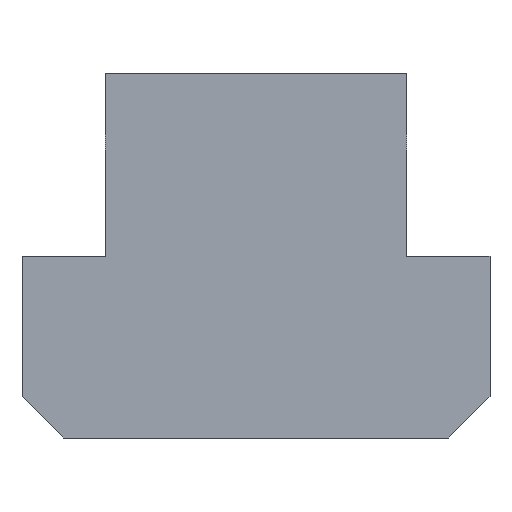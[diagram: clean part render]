
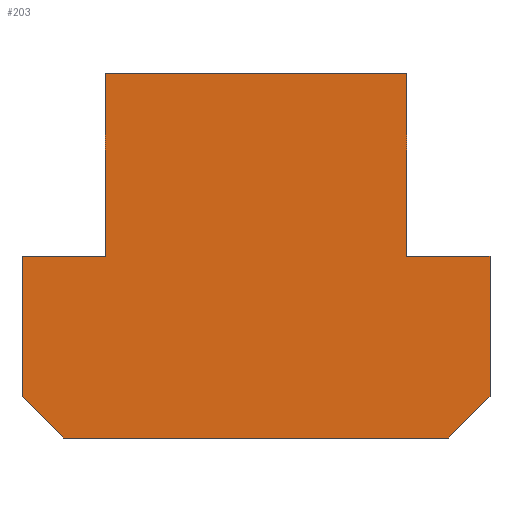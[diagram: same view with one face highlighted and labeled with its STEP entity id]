
A CAD part, front view. The second image highlights one B-rep face of the part: STEP entity #203.
In plain terms, the highlighted planar face has unit normal (0, -1, 0).
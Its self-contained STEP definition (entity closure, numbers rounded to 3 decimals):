
#107=VERTEX_POINT('',#289);
#111=EDGE_CURVE('',#129,#219,#293,.T.);
#123=VERTEX_POINT('',#307);
#125=EDGE_CURVE('',#149,#129,#309,.T.);
#129=VERTEX_POINT('',#314);
#139=EDGE_CURVE('',#107,#149,#324,.T.);
#149=VERTEX_POINT('',#335);
#153=EDGE_CURVE('',#173,#123,#339,.T.);
#163=EDGE_CURVE('',#201,#179,#349,.T.);
#173=VERTEX_POINT('',#361);
#175=EDGE_CURVE('',#179,#173,#363,.T.);
#179=VERTEX_POINT('',#367);
#199=EDGE_CURVE('',#267,#201,#389,.T.);
#201=VERTEX_POINT('',#391);
#203=ADVANCED_FACE('',(#393),#394,.T.);
#211=EDGE_CURVE('',#219,#241,#402,.T.);
#217=EDGE_CURVE('',#123,#107,#408,.T.);
#219=VERTEX_POINT('',#410);
#225=EDGE_CURVE('',#241,#267,#418,.T.);
#241=VERTEX_POINT('',#435);
#267=VERTEX_POINT('',#465);
#289=CARTESIAN_POINT('',(5.8,-9.,7.));
#293=LINE('',#483,#484);
#307=CARTESIAN_POINT('',(-5.8,-9.,7.));
#309=LINE('',#505,#506);
#314=CARTESIAN_POINT('',(9.,-9.,0.));
#324=LINE('',#524,#525);
#335=CARTESIAN_POINT('',(5.8,-9.,0.));
#339=LINE('',#549,#550);
#349=LINE('',#568,#569);
#361=CARTESIAN_POINT('',(-5.8,-9.,0.));
#363=LINE('',#587,#588);
#367=CARTESIAN_POINT('',(-9.,-9.,0.));
#389=LINE('',#622,#623);
#391=CARTESIAN_POINT('',(-9.,-9.,-5.4));
#393=FACE_OUTER_BOUND('',#627,.T.);
#394=PLANE('',#628);
#402=LINE('',#639,#640);
#408=LINE('',#648,#649);
#410=CARTESIAN_POINT('',(9.,-9.,-5.4));
#418=LINE('',#660,#661);
#435=CARTESIAN_POINT('',(7.4,-9.,-7.0));
#465=CARTESIAN_POINT('',(-7.4,-9.,-7.0));
#483=CARTESIAN_POINT('',(9.,-9.,-5.4));
#484=VECTOR('',#737,1.0);
#505=CARTESIAN_POINT('',(9.,-9.,0.));
#506=VECTOR('',#762,1.0);
#524=CARTESIAN_POINT('',(5.8,-9.,0.));
#525=VECTOR('',#772,1.0);
#549=CARTESIAN_POINT('',(-5.8,-9.,7.));
#550=VECTOR('',#785,1.0);
#568=CARTESIAN_POINT('',(-9.,-9.,0.));
#569=VECTOR('',#792,1.0);
#587=CARTESIAN_POINT('',(-5.8,-9.,0.));
#588=VECTOR('',#813,1.0);
#622=CARTESIAN_POINT('',(-9.,-9.,-5.4));
#623=VECTOR('',#836,1.0);
#627=EDGE_LOOP('',(#838,#839,#840,#841,#842,#843,#844,#845,#846,#847));
#628=AXIS2_PLACEMENT_3D('',#848,#849,#850);
#639=CARTESIAN_POINT('',(7.4,-9.,-7.0));
#640=VECTOR('',#852,1.0);
#648=CARTESIAN_POINT('',(5.8,-9.,7.));
#649=VECTOR('',#856,1.0);
#660=CARTESIAN_POINT('',(-7.4,-9.,-7.0));
#661=VECTOR('',#873,1.0);
#737=DIRECTION('',(0.0,0.,-1.0));
#762=DIRECTION('',(1.0,0.0,0.0));
#772=DIRECTION('',(0.0,0.,-1.0));
#785=DIRECTION('',(0.0,0.,1.0));
#792=DIRECTION('',(0.0,0.,1.0));
#813=DIRECTION('',(1.0,0.0,0.0));
#836=DIRECTION('',(-0.707,0.,0.707));
#838=ORIENTED_EDGE('',*,*,#211,.F.);
#839=ORIENTED_EDGE('',*,*,#111,.F.);
#840=ORIENTED_EDGE('',*,*,#125,.F.);
#841=ORIENTED_EDGE('',*,*,#139,.F.);
#842=ORIENTED_EDGE('',*,*,#217,.F.);
#843=ORIENTED_EDGE('',*,*,#153,.F.);
#844=ORIENTED_EDGE('',*,*,#175,.F.);
#845=ORIENTED_EDGE('',*,*,#163,.F.);
#846=ORIENTED_EDGE('',*,*,#199,.F.);
#847=ORIENTED_EDGE('',*,*,#225,.F.);
#848=CARTESIAN_POINT('',(0.,-9.,-0.493));
#849=DIRECTION('',(0.0,-1.0,0.));
#850=DIRECTION('',(1.0,0.0,0.0));
#852=DIRECTION('',(-0.707,0.,-0.707));
#856=DIRECTION('',(1.0,0.0,0.0));
#873=DIRECTION('',(-1.0,0.0,0.0));
